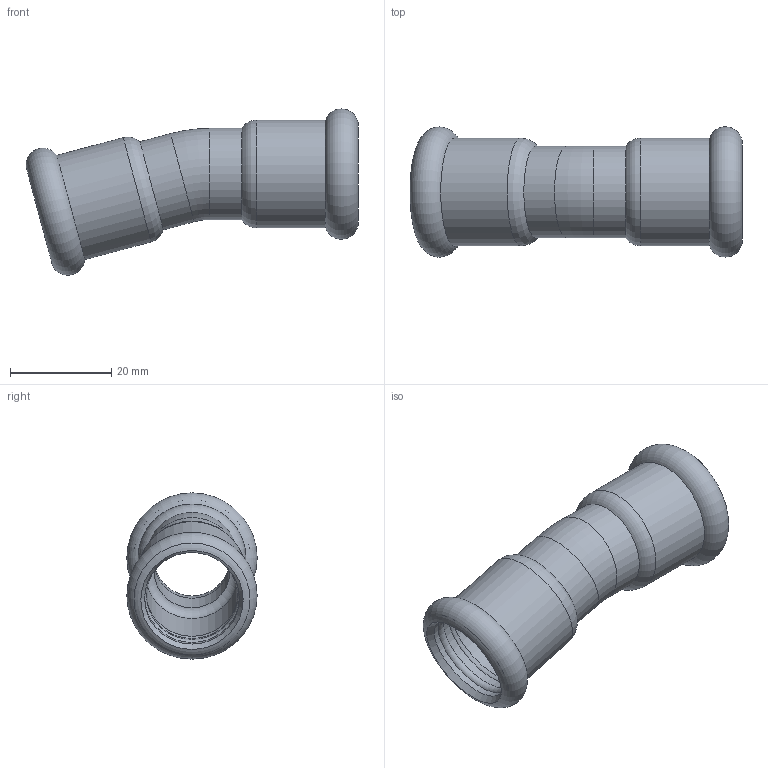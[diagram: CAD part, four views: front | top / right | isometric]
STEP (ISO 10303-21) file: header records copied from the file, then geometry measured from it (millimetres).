
FILE_DESCRIPTION(/* description */ ('Curva 15° FF De15'),/* implementation_level */ '2;1');
FILE_NAME(/* name */ '181018150_Inoxpres.stp',/* time_stamp */ '2022-10-10T15:45:48+02:00',/* author */ ('Vault'),/* organization */ ('Raccorderie metalliche s.p.a.'),/* preprocessor_version */ 'ST-DEVELOPER v18.1',/* originating_system */ 'Autodesk Inventor 2020',/* authorisation */ 'Raccorderie metalliche s.p.a.');
FILE_SCHEMA (('AUTOMOTIVE_DESIGN { 1 0 10303 214 3 1 1 }'));
Length unit declared in the file: millimetre
Products named in the file (1): 181018150_Inoxpres
Bounding box: 65.52 x 25.71 x 32.8 mm (x, y, z)
Volume: 8639.8 mm3; surface area: 10693.7 mm2
Topology: 3 solids, 3 shells, 44 faces, 154 edges, 112 vertices
Faces by surface type: torus 18, cone 14, cylinder 12
Full cylindrical faces by diameter (mm): 15 x2, 18 x2, 18.3 x2, 18.7 x4, 21.3 x2
Entity records: 1836 total; most frequent: DIRECTION 370, CARTESIAN_POINT 310, ORIENTED_EDGE 304, AXIS2_PLACEMENT_3D 172, EDGE_CURVE 152, CIRCLE 127, VERTEX_POINT 108, FACE_OUTER_BOUND 44
